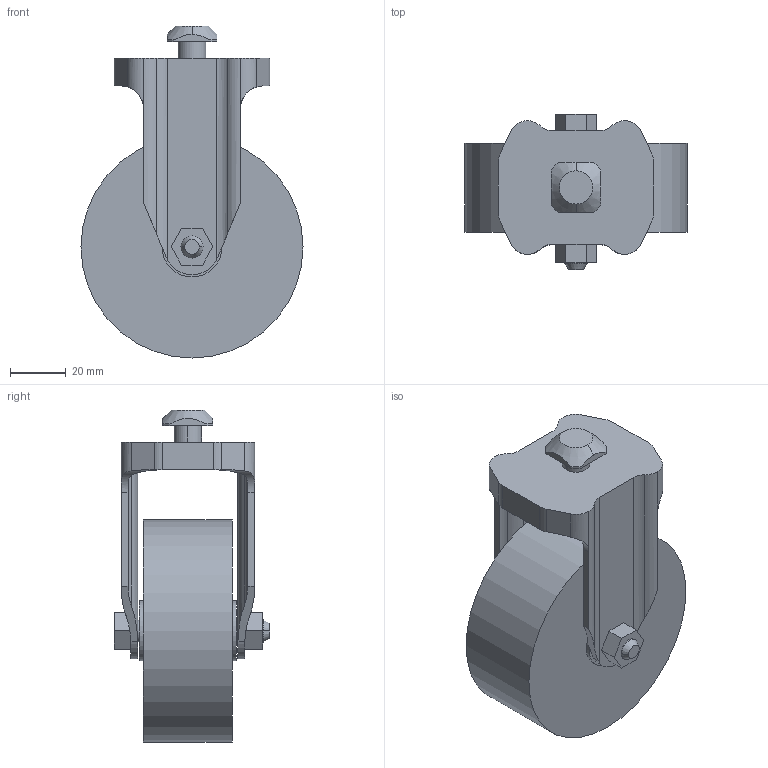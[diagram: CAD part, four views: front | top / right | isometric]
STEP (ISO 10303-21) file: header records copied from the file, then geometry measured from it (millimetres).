
FILE_DESCRIPTION(('STEP AP214'),'1');
FILE_NAME('cctmp_1FC08BDE-4BEA-4717-B62B-A35E27FB0950_2020_1_16_7_28_38_714..stp','2020-01-16T06:28:39',('Bosch Rexroth AG'),('CADClick - www.CADClick.com'),'Spatial InterOp 3D',' ','unknown authorization - (Healing Option Enabled)');
FILE_SCHEMA(('AUTOMOTIVE_DESIGN'));
Length unit declared in the file: millimetre
Products named in the file (1): 2020_01_16__07-28-38-712
Bounding box: 80 x 56 x 119.6 mm (x, y, z)
Volume: 185934.4 mm3; surface area: 36796.8 mm2
Topology: 1 solids, 1 shells, 113 faces, 302 edges, 200 vertices
Faces by surface type: cylinder 56, plane 53, cone 4
Entity records: 4594 total; most frequent: CARTESIAN_POINT 778, DIRECTION 618, ORIENTED_EDGE 604, EDGE_CURVE 302, AXIS2_PLACEMENT_3D 228, VERTEX_POINT 200, LINE 162, VECTOR 162
